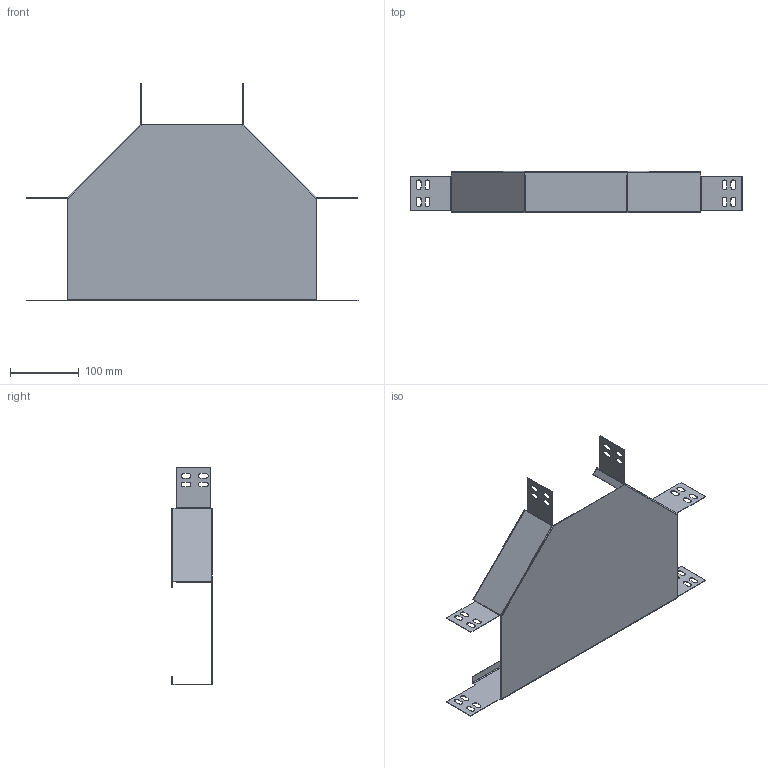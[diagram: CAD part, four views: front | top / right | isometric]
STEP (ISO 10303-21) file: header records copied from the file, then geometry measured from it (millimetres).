
FILE_DESCRIPTION (( 'STEP AP214' ), '1' );
FILE_NAME ('6043303_KSTP1.stp', '2018-05-24T06:17:34', ( '' ), ( '' ), 'SwSTEP 2.0', 'SolidWorks 2016', '' );
FILE_SCHEMA (( 'AUTOMOTIVE_DESIGN' ));
Length unit declared in the file: millimetre
Products named in the file (1): 6043303_KSTP1
Bounding box: 482.13 x 59.4 x 315.74 mm (x, y, z)
Volume: 100077.8 mm3; surface area: 288112.7 mm2
Topology: 1 solids, 1 shells, 200 faces, 514 edges, 316 vertices
Faces by surface type: plane 128, cylinder 68, bspline 4
Entity records: 6296 total; most frequent: CARTESIAN_POINT 1259, ORIENTED_EDGE 1028, DIRECTION 1028, EDGE_CURVE 514, VECTOR 378, LINE 378, AXIS2_PLACEMENT_3D 325, VERTEX_POINT 316
